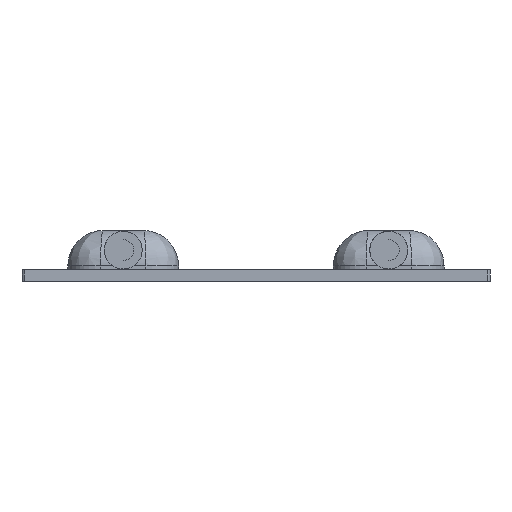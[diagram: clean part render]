
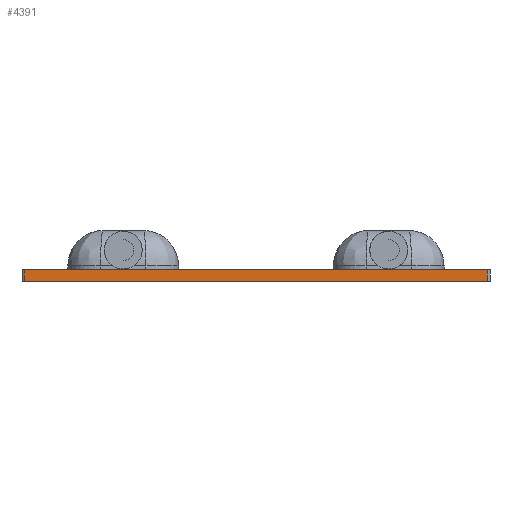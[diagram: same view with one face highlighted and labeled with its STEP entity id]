
A CAD part, left-side view. The second image highlights one B-rep face of the part: STEP entity #4391.
In plain terms, the highlighted face is planar.
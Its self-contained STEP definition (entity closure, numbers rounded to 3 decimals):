
#490 = DIRECTION ( 'NONE',  ( 0., -1., 0. ) ) ;
#721 = CARTESIAN_POINT ( 'NONE',  ( 162.747, 13.51, 0.9 ) ) ;
#1743 = ORIENTED_EDGE ( 'NONE', *, *, #5325, .T. ) ;
#2005 = CARTESIAN_POINT ( 'NONE',  ( 162.747, 48.96, 0.9 ) ) ;
#3053 = EDGE_LOOP ( 'NONE', ( #3587, #21707, #19148, #1743 ) ) ;
#3481 = VERTEX_POINT ( 'NONE', #15640 ) ;
#3482 = VECTOR ( 'NONE', #490, 1000. ) ;
#3587 = ORIENTED_EDGE ( 'NONE', *, *, #16997, .T. ) ;
#3901 = VECTOR ( 'NONE', #12104, 1000. ) ;
#3907 = DIRECTION ( 'NONE',  ( 0., 0., -1. ) ) ;
#4136 = DIRECTION ( 'NONE',  ( 0., 0., -1. ) ) ;
#4391 = ADVANCED_FACE ( 'NONE', ( #21098 ), #5132, .F. ) ;
#5091 = CARTESIAN_POINT ( 'NONE',  ( 162.747, 48.96, 0. ) ) ;
#5132 = PLANE ( 'NONE',  #19746 ) ;
#5325 = EDGE_CURVE ( 'NONE', #14830, #17364, #8983, .T. ) ;
#7952 = LINE ( 'NONE', #16916, #3901 ) ;
#8070 = LINE ( 'NONE', #9102, #3482 ) ;
#8983 = LINE ( 'NONE', #2005, #22285 ) ;
#9016 = CARTESIAN_POINT ( 'NONE',  ( 162.747, 13.51, 0.9 ) ) ;
#9102 = CARTESIAN_POINT ( 'NONE',  ( 162.747, 48.96, 0. ) ) ;
#10021 = DIRECTION ( 'NONE',  ( 0., 0., -1. ) ) ;
#12104 = DIRECTION ( 'NONE',  ( 0., -1., 0. ) ) ;
#12283 = EDGE_CURVE ( 'NONE', #14830, #21539, #7952, .T. ) ;
#12385 = CARTESIAN_POINT ( 'NONE',  ( 162.747, 48.96, 0.9 ) ) ;
#13179 = CARTESIAN_POINT ( 'NONE',  ( 162.747, 48.96, 0.9 ) ) ;
#14739 = LINE ( 'NONE', #721, #18802 ) ;
#14830 = VERTEX_POINT ( 'NONE', #12385 ) ;
#15640 = CARTESIAN_POINT ( 'NONE',  ( 162.747, 13.51, 0. ) ) ;
#16916 = CARTESIAN_POINT ( 'NONE',  ( 162.747, 48.96, 0.9 ) ) ;
#16997 = EDGE_CURVE ( 'NONE', #17364, #3481, #8070, .T. ) ;
#17364 = VERTEX_POINT ( 'NONE', #5091 ) ;
#18802 = VECTOR ( 'NONE', #4136, 1000. ) ;
#19148 = ORIENTED_EDGE ( 'NONE', *, *, #12283, .F. ) ;
#19528 = EDGE_CURVE ( 'NONE', #21539, #3481, #14739, .T. ) ;
#19746 = AXIS2_PLACEMENT_3D ( 'NONE', #13179, #20455, #10021 ) ;
#20455 = DIRECTION ( 'NONE',  ( 1., 0., 0. ) ) ;
#21098 = FACE_OUTER_BOUND ( 'NONE', #3053, .T. ) ;
#21539 = VERTEX_POINT ( 'NONE', #9016 ) ;
#21707 = ORIENTED_EDGE ( 'NONE', *, *, #19528, .F. ) ;
#22285 = VECTOR ( 'NONE', #3907, 1000. ) ;
